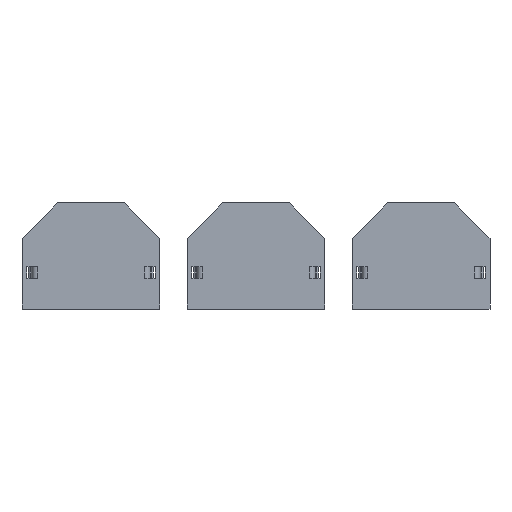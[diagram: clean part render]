
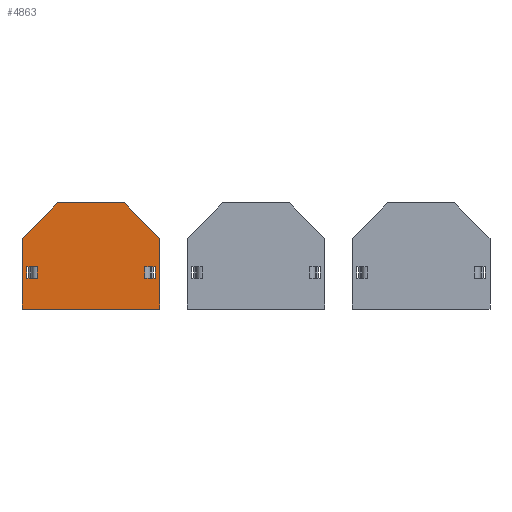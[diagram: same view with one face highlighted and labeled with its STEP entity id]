
A CAD part, front view. The second image highlights one B-rep face of the part: STEP entity #4863.
In plain terms, the highlighted planar face has unit normal (0, -1, 0).
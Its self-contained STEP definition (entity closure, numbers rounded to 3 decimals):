
#671=DIRECTION('',(0.707,0.,0.707));
#672=VECTOR('',#671,21.213);
#673=CARTESIAN_POINT('',(-99.25,0.,30.));
#674=LINE('',#673,#672);
#675=DIRECTION('',(0.707,0.,-0.707));
#676=VECTOR('',#675,21.213);
#677=CARTESIAN_POINT('',(-55.75,0.,45.));
#678=LINE('',#677,#676);
#679=DIRECTION('',(0.,0.,1.));
#680=VECTOR('',#679,5.);
#681=CARTESIAN_POINT('',(-92.75,0.,13.));
#682=LINE('',#681,#680);
#683=DIRECTION('',(-1.,0.,0.));
#684=VECTOR('',#683,2.5);
#685=CARTESIAN_POINT('',(-92.75,0.,18.));
#686=LINE('',#685,#684);
#687=DIRECTION('',(-1.,0.,0.));
#688=VECTOR('',#687,2.);
#689=CARTESIAN_POINT('',(-95.25,0.,18.));
#690=LINE('',#689,#688);
#691=DIRECTION('',(0.,0.,-1.));
#692=VECTOR('',#691,30.);
#693=CARTESIAN_POINT('',(-99.25,0.,30.));
#694=LINE('',#693,#692);
#757=DIRECTION('',(1.,0.,0.));
#758=VECTOR('',#757,2.5);
#759=CARTESIAN_POINT('',(-47.25,0.,18.));
#760=LINE('',#759,#758);
#761=DIRECTION('',(1.,0.,0.));
#762=VECTOR('',#761,2.);
#763=CARTESIAN_POINT('',(-44.75,0.,18.));
#764=LINE('',#763,#762);
#773=DIRECTION('',(0.,0.,-1.));
#774=VECTOR('',#773,5.);
#775=CARTESIAN_POINT('',(-42.75,0.,18.));
#776=LINE('',#775,#774);
#781=DIRECTION('',(-1.,0.,0.));
#782=VECTOR('',#781,2.);
#783=CARTESIAN_POINT('',(-42.75,0.,13.));
#784=LINE('',#783,#782);
#785=DIRECTION('',(-1.,0.,0.));
#786=VECTOR('',#785,2.5);
#787=CARTESIAN_POINT('',(-44.75,0.,13.));
#788=LINE('',#787,#786);
#802=DIRECTION('',(0.,0.,1.));
#803=VECTOR('',#802,5.);
#804=CARTESIAN_POINT('',(-47.25,0.,13.));
#805=LINE('',#804,#803);
#1096=DIRECTION('',(1.,0.,0.));
#1097=VECTOR('',#1096,4.);
#1098=CARTESIAN_POINT('',(-99.25,0.,
0.));
#1099=LINE('',#1098,#1097);
#1100=DIRECTION('',(1.,0.,0.));
#1101=VECTOR('',#1100,50.5);
#1102=CARTESIAN_POINT('',(-95.25,0.,
0.));
#1103=LINE('',#1102,#1101);
#1104=DIRECTION('',(1.,0.,0.));
#1105=VECTOR('',#1104,4.);
#1106=CARTESIAN_POINT('',(-44.75,0.,
0.));
#1107=LINE('',#1106,#1105);
#1153=DIRECTION('',(-1.,0.,0.));
#1154=VECTOR('',#1153,2.5);
#1155=CARTESIAN_POINT('',(-92.75,0.,13.));
#1156=LINE('',#1155,#1154);
#1157=DIRECTION('',(-1.,0.,0.));
#1158=VECTOR('',#1157,2.);
#1159=CARTESIAN_POINT('',(-95.25,0.,13.));
#1160=LINE('',#1159,#1158);
#1308=DIRECTION('',(0.,0.,1.));
#1309=VECTOR('',#1308,5.);
#1310=CARTESIAN_POINT('',(-97.25,0.,13.));
#1311=LINE('',#1310,#1309);
#1384=DIRECTION('',(0.,0.,1.));
#1385=VECTOR('',#1384,30.);
#1386=CARTESIAN_POINT('',(-40.75,0.,
0.));
#1387=LINE('',#1386,#1385);
#1392=DIRECTION('',(-1.,0.,0.));
#1393=VECTOR('',#1392,28.5);
#1394=CARTESIAN_POINT('',(-55.75,0.,45.));
#1395=LINE('',#1394,#1393);
#3214=CARTESIAN_POINT('',(-92.75,0.,13.));
#3215=CARTESIAN_POINT('',(-92.75,0.,18.));
#3216=VERTEX_POINT('',#3214);
#3217=VERTEX_POINT('',#3215);
#3218=CARTESIAN_POINT('',(-95.25,0.,18.));
#3219=VERTEX_POINT('',#3218);
#3224=CARTESIAN_POINT('',(-99.25,0.,30.));
#3225=CARTESIAN_POINT('',(-84.25,0.,45.));
#3226=VERTEX_POINT('',#3224);
#3227=VERTEX_POINT('',#3225);
#3228=CARTESIAN_POINT('',(-55.75,0.,45.));
#3229=CARTESIAN_POINT('',(-40.75,0.,30.));
#3230=VERTEX_POINT('',#3228);
#3231=VERTEX_POINT('',#3229);
#3232=CARTESIAN_POINT('',(-95.25,0.,13.));
#3233=CARTESIAN_POINT('',(-97.25,0.,13.));
#3234=VERTEX_POINT('',#3232);
#3235=VERTEX_POINT('',#3233);
#3236=CARTESIAN_POINT('',(-97.25,0.,18.));
#3237=VERTEX_POINT('',#3236);
#3238=CARTESIAN_POINT('',(-44.75,0.,18.));
#3239=CARTESIAN_POINT('',(-42.75,0.,18.));
#3240=VERTEX_POINT('',#3238);
#3241=VERTEX_POINT('',#3239);
#3242=CARTESIAN_POINT('',(-44.75,0.,13.));
#3243=CARTESIAN_POINT('',(-47.25,0.,13.));
#3244=VERTEX_POINT('',#3242);
#3245=VERTEX_POINT('',#3243);
#3246=CARTESIAN_POINT('',(-42.75,0.,13.));
#3247=VERTEX_POINT('',#3246);
#3248=CARTESIAN_POINT('',(-99.25,0.,
0.));
#3249=VERTEX_POINT('',#3248);
#3340=CARTESIAN_POINT('',(-95.25,0.,
0.));
#3341=VERTEX_POINT('',#3340);
#3342=CARTESIAN_POINT('',(-44.75,0.,
0.));
#3343=VERTEX_POINT('',#3342);
#3344=CARTESIAN_POINT('',(-40.75,0.,
0.));
#3345=VERTEX_POINT('',#3344);
#3372=CARTESIAN_POINT('',(-47.25,0.,18.));
#3373=VERTEX_POINT('',#3372);
#4814=CARTESIAN_POINT('',(-70.,0.,22.5));
#4815=DIRECTION('',(0.,1.,0.));
#4816=DIRECTION('',(-1.,0.,0.));
#4817=AXIS2_PLACEMENT_3D('',#4814,#4815,#4816);
#4818=PLANE('',#4817);
#4820=ORIENTED_EDGE('',*,*,#4819,.F.);
#4822=ORIENTED_EDGE('',*,*,#4821,.T.);
#4824=ORIENTED_EDGE('',*,*,#4823,.F.);
#4826=ORIENTED_EDGE('',*,*,#4825,.T.);
#4828=ORIENTED_EDGE('',*,*,#4827,.F.);
#4830=ORIENTED_EDGE('',*,*,#4829,.F.);
#4832=ORIENTED_EDGE('',*,*,#4831,.F.);
#4834=ORIENTED_EDGE('',*,*,#4833,.F.);
#4835=EDGE_LOOP('',(#4820,#4822,#4824,#4826,#4828,#4830,#4832,#4834));
#4836=FACE_OUTER_BOUND('',#4835,.F.);
#4838=ORIENTED_EDGE('',*,*,#4837,.F.);
#4840=ORIENTED_EDGE('',*,*,#4839,.F.);
#4842=ORIENTED_EDGE('',*,*,#4841,.T.);
#4843=ORIENTED_EDGE('',*,*,#4795,.T.);
#4844=ORIENTED_EDGE('',*,*,#4793,.T.);
#4846=ORIENTED_EDGE('',*,*,#4845,.F.);
#4847=EDGE_LOOP('',(#4838,#4840,#4842,#4843,#4844,#4846));
#4848=FACE_BOUND('',#4847,.F.);
#4850=ORIENTED_EDGE('',*,*,#4849,.F.);
#4852=ORIENTED_EDGE('',*,*,#4851,.F.);
#4854=ORIENTED_EDGE('',*,*,#4853,.F.);
#4856=ORIENTED_EDGE('',*,*,#4855,.F.);
#4858=ORIENTED_EDGE('',*,*,#4857,.F.);
#4860=ORIENTED_EDGE('',*,*,#4859,.F.);
#4861=EDGE_LOOP('',(#4850,#4852,#4854,#4856,#4858,#4860));
#4862=FACE_BOUND('',#4861,.F.);
#4793=EDGE_CURVE('',#3219,#3237,#690,.T.);
#4795=EDGE_CURVE('',#3217,#3219,#686,.T.);
#4819=EDGE_CURVE('',#3226,#3249,#694,.T.);
#4821=EDGE_CURVE('',#3226,#3227,#674,.T.);
#4823=EDGE_CURVE('',#3230,#3227,#1395,.T.);
#4825=EDGE_CURVE('',#3230,#3231,#678,.T.);
#4827=EDGE_CURVE('',#3345,#3231,#1387,.T.);
#4829=EDGE_CURVE('',#3343,#3345,#1107,.T.);
#4831=EDGE_CURVE('',#3341,#3343,#1103,.T.);
#4833=EDGE_CURVE('',#3249,#3341,#1099,.T.);
#4837=EDGE_CURVE('',#3234,#3235,#1160,.T.);
#4839=EDGE_CURVE('',#3216,#3234,#1156,.T.);
#4841=EDGE_CURVE('',#3216,#3217,#682,.T.);
#4845=EDGE_CURVE('',#3235,#3237,#1311,.T.);
#4849=EDGE_CURVE('',#3240,#3241,#764,.T.);
#4851=EDGE_CURVE('',#3373,#3240,#760,.T.);
#4853=EDGE_CURVE('',#3245,#3373,#805,.T.);
#4855=EDGE_CURVE('',#3244,#3245,#788,.T.);
#4857=EDGE_CURVE('',#3247,#3244,#784,.T.);
#4859=EDGE_CURVE('',#3241,#3247,#776,.T.);
#4863=ADVANCED_FACE('',(#4836,#4848,#4862),#4818,.F.);
